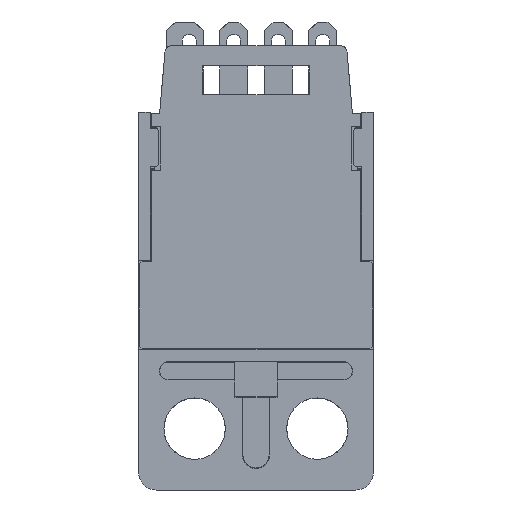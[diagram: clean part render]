
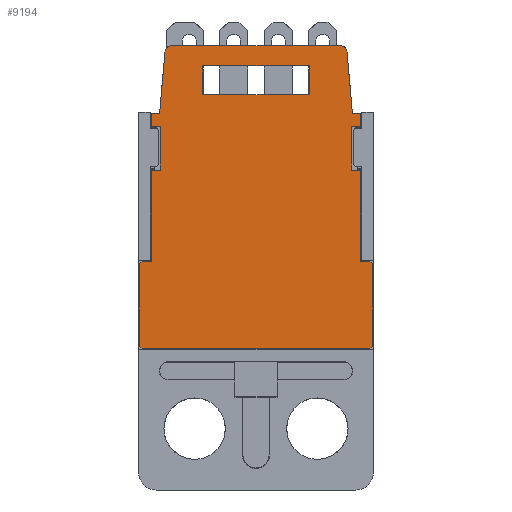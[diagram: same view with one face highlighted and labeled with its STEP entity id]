
A CAD part, front view. The second image highlights one B-rep face of the part: STEP entity #9194.
In plain terms, the highlighted planar face has unit normal (0, -1, 0).
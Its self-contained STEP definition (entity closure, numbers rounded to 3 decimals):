
#8141=CARTESIAN_POINT('',(4.797,-12.6,14.45));
#8142=DIRECTION('',(0.,1.,0.));
#8143=DIRECTION('',(0.,0.,1.));
#8144=AXIS2_PLACEMENT_3D('',#8141,#8142,#8143);
#8146=DIRECTION('',(0.087,0.,-0.996));
#8147=VECTOR('',#8146,3.498);
#8148=CARTESIAN_POINT('',(5.195,-12.6,14.485));
#8149=LINE('',#8148,#8147);
#8150=DIRECTION('',(0.707,0.,-0.707));
#8151=VECTOR('',#8150,0.212);
#8152=CARTESIAN_POINT('',(6.5,-12.6,2.55));
#8153=LINE('',#8152,#8151);
#8154=DIRECTION('',(-0.707,0.,-0.707));
#8155=VECTOR('',#8154,0.212);
#8156=CARTESIAN_POINT('',(6.65,-12.6,-2.29));
#8157=LINE('',#8156,#8155);
#8158=DIRECTION('',(-0.707,0.,0.707));
#8159=VECTOR('',#8158,0.212);
#8160=CARTESIAN_POINT('',(-6.5,-12.6,-2.44));
#8161=LINE('',#8160,#8159);
#8162=DIRECTION('',(0.707,0.,0.707));
#8163=VECTOR('',#8162,0.212);
#8164=CARTESIAN_POINT('',(-6.65,-12.6,2.4));
#8165=LINE('',#8164,#8163);
#8166=DIRECTION('',(0.087,0.,0.996));
#8167=VECTOR('',#8166,3.498);
#8168=CARTESIAN_POINT('',(-5.5,-12.6,11.));
#8169=LINE('',#8168,#8167);
#8170=CARTESIAN_POINT('',(-4.797,-12.6,14.45));
#8171=DIRECTION('',(0.,1.,0.));
#8172=DIRECTION('',(-0.996,0.,0.087));
#8173=AXIS2_PLACEMENT_3D('',#8170,#8171,#8172);
#8197=DIRECTION('',(-1.,0.,0.));
#8198=VECTOR('',#8197,9.593);
#8199=CARTESIAN_POINT('',(4.797,-12.6,14.85));
#8200=LINE('',#8199,#8198);
#8221=DIRECTION('',(-1.,0.,0.));
#8222=VECTOR('',#8221,0.47);
#8223=CARTESIAN_POINT('',(5.97,-12.6,11.));
#8224=LINE('',#8223,#8222);
#8229=DIRECTION('',(-1.,0.,0.));
#8230=VECTOR('',#8229,0.47);
#8231=CARTESIAN_POINT('',(-5.5,-12.6,11.));
#8232=LINE('',#8231,#8230);
#8249=DIRECTION('',(1.,0.,0.));
#8250=VECTOR('',#8249,0.52);
#8251=CARTESIAN_POINT('',(5.45,-12.6,10.25));
#8252=LINE('',#8251,#8250);
#8261=DIRECTION('',(1.,0.,0.));
#8262=VECTOR('',#8261,0.52);
#8263=CARTESIAN_POINT('',(-5.97,-12.6,10.25));
#8264=LINE('',#8263,#8262);
#8357=DIRECTION('',(0.,0.,1.));
#8358=VECTOR('',#8357,4.69);
#8359=CARTESIAN_POINT('',(6.65,-12.6,-2.29));
#8360=LINE('',#8359,#8358);
#8373=DIRECTION('',(-1.,0.,0.));
#8374=VECTOR('',#8373,0.53);
#8375=CARTESIAN_POINT('',(6.5,-12.6,2.55));
#8376=LINE('',#8375,#8374);
#8381=DIRECTION('',(0.,0.,1.));
#8382=VECTOR('',#8381,5.2);
#8383=CARTESIAN_POINT('',(5.97,-12.6,2.55));
#8384=LINE('',#8383,#8382);
#8401=DIRECTION('',(-1.,0.,0.));
#8402=VECTOR('',#8401,0.52);
#8403=CARTESIAN_POINT('',(5.97,-12.6,7.75));
#8404=LINE('',#8403,#8402);
#8489=DIRECTION('',(0.,0.,1.));
#8490=VECTOR('',#8489,2.5);
#8491=CARTESIAN_POINT('',(5.45,-12.6,7.75));
#8492=LINE('',#8491,#8490);
#8513=DIRECTION('',(1.,0.,0.));
#8514=VECTOR('',#8513,13.);
#8515=CARTESIAN_POINT('',(-6.5,-12.6,-2.44));
#8516=LINE('',#8515,#8514);
#8577=DIRECTION('',(0.,0.,-1.));
#8578=VECTOR('',#8577,4.69);
#8579=CARTESIAN_POINT('',(-6.65,-12.6,2.4));
#8580=LINE('',#8579,#8578);
#8601=DIRECTION('',(-1.,0.,0.));
#8602=VECTOR('',#8601,0.53);
#8603=CARTESIAN_POINT('',(-5.97,-12.6,2.55));
#8604=LINE('',#8603,#8602);
#8605=DIRECTION('',(0.,0.,-1.));
#8606=VECTOR('',#8605,5.2);
#8607=CARTESIAN_POINT('',(-5.97,-12.6,7.75));
#8608=LINE('',#8607,#8606);
#8617=DIRECTION('',(-1.,0.,0.));
#8618=VECTOR('',#8617,0.52);
#8619=CARTESIAN_POINT('',(-5.45,-12.6,7.75));
#8620=LINE('',#8619,#8618);
#8669=DIRECTION('',(0.,0.,-1.));
#8670=VECTOR('',#8669,2.5);
#8671=CARTESIAN_POINT('',(-5.45,-12.6,10.25));
#8672=LINE('',#8671,#8670);
#8773=DIRECTION('',(0.,0.,1.));
#8774=VECTOR('',#8773,0.75);
#8775=CARTESIAN_POINT('',(5.97,-12.6,10.25));
#8776=LINE('',#8775,#8774);
#8805=DIRECTION('',(0.,0.,-1.));
#8806=VECTOR('',#8805,0.75);
#8807=CARTESIAN_POINT('',(-5.97,-12.6,11.));
#8808=LINE('',#8807,#8806);
#8841=DIRECTION('',(-1.,0.,0.));
#8842=VECTOR('',#8841,6.1);
#8843=CARTESIAN_POINT('',(3.05,-12.6,12.05));
#8844=LINE('',#8843,#8842);
#8849=DIRECTION('',(0.,0.,1.));
#8850=VECTOR('',#8849,1.65);
#8851=CARTESIAN_POINT('',(-3.05,-12.6,12.05));
#8852=LINE('',#8851,#8850);
#8861=DIRECTION('',(1.,0.,0.));
#8862=VECTOR('',#8861,6.1);
#8863=CARTESIAN_POINT('',(-3.05,-12.6,13.7));
#8864=LINE('',#8863,#8862);
#8873=DIRECTION('',(0.,0.,-1.));
#8874=VECTOR('',#8873,1.65);
#8875=CARTESIAN_POINT('',(3.05,-12.6,13.7));
#8876=LINE('',#8875,#8874);
#8889=CARTESIAN_POINT('',(4.797,-12.6,14.85));
#8890=CARTESIAN_POINT('',(5.195,-12.6,14.485));
#8891=VERTEX_POINT('',#8889);
#8892=VERTEX_POINT('',#8890);
#8893=CARTESIAN_POINT('',(5.5,-12.6,11.));
#8894=VERTEX_POINT('',#8893);
#8895=CARTESIAN_POINT('',(6.5,-12.6,2.55));
#8896=CARTESIAN_POINT('',(6.65,-12.6,2.4));
#8897=VERTEX_POINT('',#8895);
#8898=VERTEX_POINT('',#8896);
#8899=CARTESIAN_POINT('',(6.65,-12.6,-2.29));
#8900=CARTESIAN_POINT('',(6.5,-12.6,-2.44));
#8901=VERTEX_POINT('',#8899);
#8902=VERTEX_POINT('',#8900);
#8903=CARTESIAN_POINT('',(-6.5,-12.6,-2.44));
#8904=CARTESIAN_POINT('',(-6.65,-12.6,-2.29));
#8905=VERTEX_POINT('',#8903);
#8906=VERTEX_POINT('',#8904);
#8907=CARTESIAN_POINT('',(-6.65,-12.6,2.4));
#8908=CARTESIAN_POINT('',(-6.5,-12.6,2.55));
#8909=VERTEX_POINT('',#8907);
#8910=VERTEX_POINT('',#8908);
#8911=CARTESIAN_POINT('',(-5.5,-12.6,11.));
#8912=CARTESIAN_POINT('',(-5.195,-12.6,14.485));
#8913=VERTEX_POINT('',#8911);
#8914=VERTEX_POINT('',#8912);
#8915=CARTESIAN_POINT('',(-4.797,-12.6,14.85));
#8916=VERTEX_POINT('',#8915);
#8927=CARTESIAN_POINT('',(5.97,-12.6,11.));
#8928=VERTEX_POINT('',#8927);
#8931=CARTESIAN_POINT('',(-5.97,-12.6,11.));
#8932=VERTEX_POINT('',#8931);
#8949=CARTESIAN_POINT('',(5.45,-12.6,10.25));
#8950=CARTESIAN_POINT('',(5.97,-12.6,10.25));
#8951=VERTEX_POINT('',#8949);
#8952=VERTEX_POINT('',#8950);
#8961=CARTESIAN_POINT('',(-5.97,-12.6,10.25));
#8962=CARTESIAN_POINT('',(-5.45,-12.6,10.25));
#8963=VERTEX_POINT('',#8961);
#8964=VERTEX_POINT('',#8962);
#9013=CARTESIAN_POINT('',(5.97,-12.6,2.55));
#9014=VERTEX_POINT('',#9013);
#9017=CARTESIAN_POINT('',(5.97,-12.6,7.75));
#9018=VERTEX_POINT('',#9017);
#9023=CARTESIAN_POINT('',(5.45,-12.6,7.75));
#9024=VERTEX_POINT('',#9023);
#9067=CARTESIAN_POINT('',(-5.97,-12.6,2.55));
#9068=VERTEX_POINT('',#9067);
#9069=CARTESIAN_POINT('',(-5.97,-12.6,7.75));
#9070=VERTEX_POINT('',#9069);
#9073=CARTESIAN_POINT('',(-5.45,-12.6,7.75));
#9074=VERTEX_POINT('',#9073);
#9109=CARTESIAN_POINT('',(3.05,-12.6,12.05));
#9110=CARTESIAN_POINT('',(-3.05,-12.6,12.05));
#9111=VERTEX_POINT('',#9109);
#9112=VERTEX_POINT('',#9110);
#9117=CARTESIAN_POINT('',(-3.05,-12.6,13.7));
#9118=VERTEX_POINT('',#9117);
#9121=CARTESIAN_POINT('',(3.05,-12.6,13.7));
#9122=VERTEX_POINT('',#9121);
#9125=CARTESIAN_POINT('',(0.,-12.6,6.205));
#9126=DIRECTION('',(0.,1.,0.));
#9127=DIRECTION('',(1.,0.,0.));
#9128=AXIS2_PLACEMENT_3D('',#9125,#9126,#9127);
#9129=PLANE('',#9128);
#9131=ORIENTED_EDGE('',*,*,#9130,.T.);
#9133=ORIENTED_EDGE('',*,*,#9132,.T.);
#9135=ORIENTED_EDGE('',*,*,#9134,.F.);
#9137=ORIENTED_EDGE('',*,*,#9136,.F.);
#9139=ORIENTED_EDGE('',*,*,#9138,.F.);
#9141=ORIENTED_EDGE('',*,*,#9140,.F.);
#9143=ORIENTED_EDGE('',*,*,#9142,.F.);
#9145=ORIENTED_EDGE('',*,*,#9144,.F.);
#9147=ORIENTED_EDGE('',*,*,#9146,.F.);
#9149=ORIENTED_EDGE('',*,*,#9148,.T.);
#9151=ORIENTED_EDGE('',*,*,#9150,.F.);
#9153=ORIENTED_EDGE('',*,*,#9152,.T.);
#9155=ORIENTED_EDGE('',*,*,#9154,.F.);
#9157=ORIENTED_EDGE('',*,*,#9156,.T.);
#9159=ORIENTED_EDGE('',*,*,#9158,.F.);
#9161=ORIENTED_EDGE('',*,*,#9160,.T.);
#9163=ORIENTED_EDGE('',*,*,#9162,.F.);
#9165=ORIENTED_EDGE('',*,*,#9164,.F.);
#9167=ORIENTED_EDGE('',*,*,#9166,.F.);
#9169=ORIENTED_EDGE('',*,*,#9168,.F.);
#9171=ORIENTED_EDGE('',*,*,#9170,.F.);
#9173=ORIENTED_EDGE('',*,*,#9172,.F.);
#9175=ORIENTED_EDGE('',*,*,#9174,.F.);
#9177=ORIENTED_EDGE('',*,*,#9176,.T.);
#9179=ORIENTED_EDGE('',*,*,#9178,.T.);
#9181=ORIENTED_EDGE('',*,*,#9180,.F.);
#9182=EDGE_LOOP('',(#9131,#9133,#9135,#9137,#9139,#9141,#9143,#9145,#9147,#9149,
#9151,#9153,#9155,#9157,#9159,#9161,#9163,#9165,#9167,#9169,#9171,#9173,#9175,
#9177,#9179,#9181));
#9183=FACE_OUTER_BOUND('',#9182,.F.);
#9185=ORIENTED_EDGE('',*,*,#9184,.F.);
#9187=ORIENTED_EDGE('',*,*,#9186,.F.);
#9189=ORIENTED_EDGE('',*,*,#9188,.F.);
#9191=ORIENTED_EDGE('',*,*,#9190,.F.);
#9192=EDGE_LOOP('',(#9185,#9187,#9189,#9191));
#9193=FACE_BOUND('',#9192,.F.);
#9194=ADVANCED_FACE('',(#9183,#9193),#9129,.F.);
#8145=CIRCLE('',#8144,0.4);
#8174=CIRCLE('',#8173,0.4);
#9130=EDGE_CURVE('',#8891,#8892,#8145,.T.);
#9132=EDGE_CURVE('',#8892,#8894,#8149,.T.);
#9134=EDGE_CURVE('',#8928,#8894,#8224,.T.);
#9136=EDGE_CURVE('',#8952,#8928,#8776,.T.);
#9138=EDGE_CURVE('',#8951,#8952,#8252,.T.);
#9140=EDGE_CURVE('',#9024,#8951,#8492,.T.);
#9142=EDGE_CURVE('',#9018,#9024,#8404,.T.);
#9144=EDGE_CURVE('',#9014,#9018,#8384,.T.);
#9146=EDGE_CURVE('',#8897,#9014,#8376,.T.);
#9148=EDGE_CURVE('',#8897,#8898,#8153,.T.);
#9150=EDGE_CURVE('',#8901,#8898,#8360,.T.);
#9152=EDGE_CURVE('',#8901,#8902,#8157,.T.);
#9154=EDGE_CURVE('',#8905,#8902,#8516,.T.);
#9156=EDGE_CURVE('',#8905,#8906,#8161,.T.);
#9158=EDGE_CURVE('',#8909,#8906,#8580,.T.);
#9160=EDGE_CURVE('',#8909,#8910,#8165,.T.);
#9162=EDGE_CURVE('',#9068,#8910,#8604,.T.);
#9164=EDGE_CURVE('',#9070,#9068,#8608,.T.);
#9166=EDGE_CURVE('',#9074,#9070,#8620,.T.);
#9168=EDGE_CURVE('',#8964,#9074,#8672,.T.);
#9170=EDGE_CURVE('',#8963,#8964,#8264,.T.);
#9172=EDGE_CURVE('',#8932,#8963,#8808,.T.);
#9174=EDGE_CURVE('',#8913,#8932,#8232,.T.);
#9176=EDGE_CURVE('',#8913,#8914,#8169,.T.);
#9178=EDGE_CURVE('',#8914,#8916,#8174,.T.);
#9180=EDGE_CURVE('',#8891,#8916,#8200,.T.);
#9184=EDGE_CURVE('',#9111,#9112,#8844,.T.);
#9186=EDGE_CURVE('',#9122,#9111,#8876,.T.);
#9188=EDGE_CURVE('',#9118,#9122,#8864,.T.);
#9190=EDGE_CURVE('',#9112,#9118,#8852,.T.);
